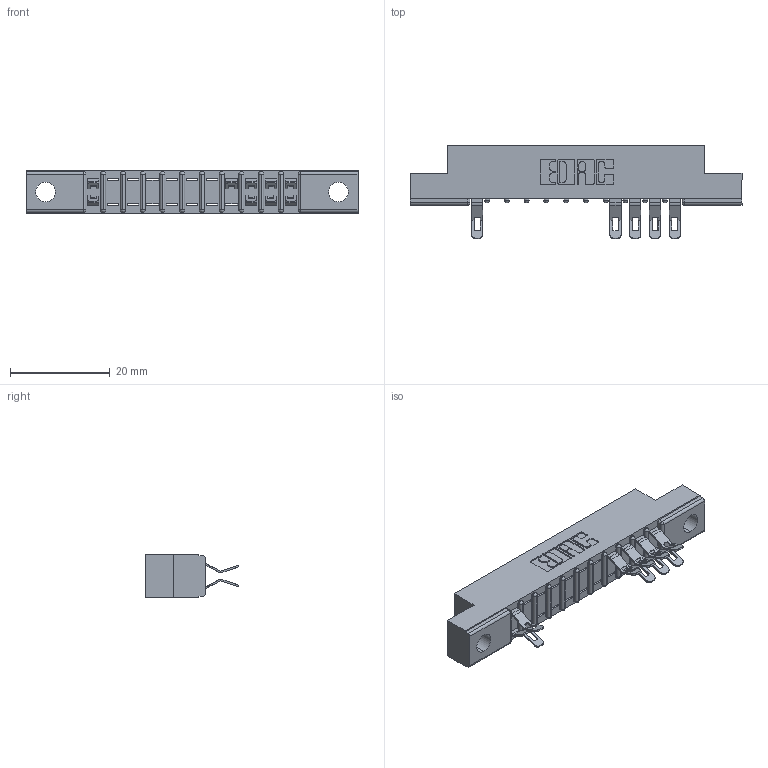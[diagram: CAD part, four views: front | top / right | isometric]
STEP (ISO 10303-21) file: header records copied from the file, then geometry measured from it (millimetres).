
FILE_DESCRIPTION (( 'STEP AP203' ), '1' );
FILE_NAME ('307-022-555-204.STEP', '2018-08-04T04:23:38', ( '' ), ( '' ), 'SwSTEP 2.0', 'SolidWorks 2016', '' );
FILE_SCHEMA (( 'CONFIG_CONTROL_DESIGN' ));
Length unit declared in the file: inch
Products named in the file (3): 307 Part_.156 Dia Mounting Holes; 307-290-001_555; 307-022-555-204
Assembly tree (10 placements, depth 2):
  307-022-555-204
    307 Part_.156 Dia Mounting Holes
    307-290-001_555  x9
Bounding box: 66.6 x 18.75 x 8.71 mm (x, y, z)
Volume: 4110.1 mm3; surface area: 5728.3 mm2
Topology: 10 solids, 10 shells, 823 faces, 2404 edges, 1556 vertices
Faces by surface type: plane 468, cylinder 331, sphere 24
Entity records: 14143 total; most frequent: CARTESIAN_POINT 2388, ORIENTED_EDGE 2376, DIRECTION 2338, EDGE_CURVE 1188, LINE 894, VECTOR 894, VERTEX_POINT 772, AXIS2_PLACEMENT_3D 722
